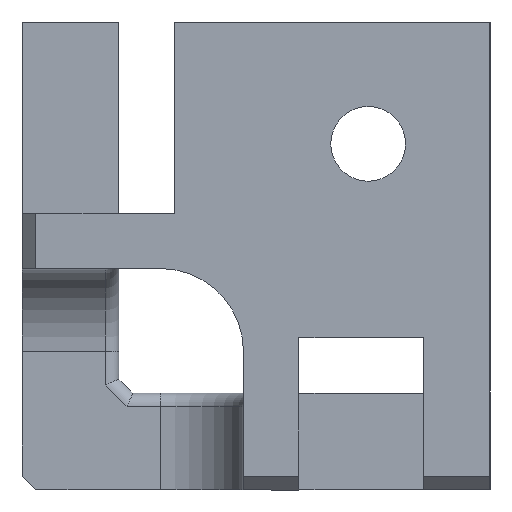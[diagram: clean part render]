
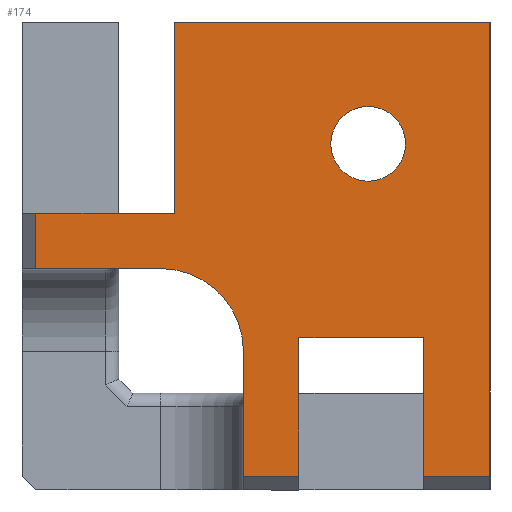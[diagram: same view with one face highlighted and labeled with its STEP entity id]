
A CAD part, left-side view. The second image highlights one B-rep face of the part: STEP entity #174.
In plain terms, the highlighted planar face has unit normal (-1, 0, 0).
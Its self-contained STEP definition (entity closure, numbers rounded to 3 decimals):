
#174=ADVANCED_FACE('',(#515,#516),#229,.F.);
#229=PLANE('',#1204);
#263=LINE('',#1588,#389);
#264=LINE('',#1591,#390);
#265=LINE('',#1593,#391);
#266=LINE('',#1595,#392);
#267=LINE('',#1597,#393);
#268=LINE('',#1601,#394);
#269=LINE('',#1603,#395);
#270=LINE('',#1605,#396);
#271=LINE('',#1607,#397);
#272=LINE('',#1609,#398);
#273=LINE('',#1611,#399);
#274=LINE('',#1613,#400);
#389=VECTOR('',#1291,1.);
#390=VECTOR('',#1292,1.);
#391=VECTOR('',#1293,1.);
#392=VECTOR('',#1294,1.);
#393=VECTOR('',#1295,1.);
#394=VECTOR('',#1298,1.);
#395=VECTOR('',#1299,1.);
#396=VECTOR('',#1300,1.);
#397=VECTOR('',#1301,1.);
#398=VECTOR('',#1302,1.);
#399=VECTOR('',#1303,1.);
#400=VECTOR('',#1304,1.);
#515=FACE_BOUND('',#539,.T.);
#516=FACE_BOUND('',#540,.T.);
#539=EDGE_LOOP('',(#606));
#540=EDGE_LOOP('',(#607,#608,#609,#610,#611,#612,#613,#614,#615,#616,#617,
#618,#619));
#606=ORIENTED_EDGE('',*,*,#1021,.F.);
#607=ORIENTED_EDGE('',*,*,#1022,.F.);
#608=ORIENTED_EDGE('',*,*,#1023,.T.);
#609=ORIENTED_EDGE('',*,*,#1024,.T.);
#610=ORIENTED_EDGE('',*,*,#1025,.T.);
#611=ORIENTED_EDGE('',*,*,#1026,.F.);
#612=ORIENTED_EDGE('',*,*,#1027,.T.);
#613=ORIENTED_EDGE('',*,*,#1028,.F.);
#614=ORIENTED_EDGE('',*,*,#1029,.T.);
#615=ORIENTED_EDGE('',*,*,#1030,.F.);
#616=ORIENTED_EDGE('',*,*,#1031,.F.);
#617=ORIENTED_EDGE('',*,*,#1032,.F.);
#618=ORIENTED_EDGE('',*,*,#1033,.T.);
#619=ORIENTED_EDGE('',*,*,#1034,.F.);
#918=VERTEX_POINT('',#1587);
#919=VERTEX_POINT('',#1589);
#920=VERTEX_POINT('',#1590);
#921=VERTEX_POINT('',#1592);
#922=VERTEX_POINT('',#1594);
#923=VERTEX_POINT('',#1596);
#924=VERTEX_POINT('',#1598);
#925=VERTEX_POINT('',#1600);
#926=VERTEX_POINT('',#1602);
#927=VERTEX_POINT('',#1604);
#928=VERTEX_POINT('',#1606);
#929=VERTEX_POINT('',#1608);
#930=VERTEX_POINT('',#1610);
#931=VERTEX_POINT('',#1612);
#1021=EDGE_CURVE('',#918,#918,#1177,.T.);
#1022=EDGE_CURVE('',#919,#920,#263,.T.);
#1023=EDGE_CURVE('',#919,#921,#264,.T.);
#1024=EDGE_CURVE('',#921,#922,#265,.T.);
#1025=EDGE_CURVE('',#922,#923,#266,.T.);
#1026=EDGE_CURVE('',#924,#923,#267,.T.);
#1027=EDGE_CURVE('',#924,#925,#1178,.T.);
#1028=EDGE_CURVE('',#926,#925,#268,.T.);
#1029=EDGE_CURVE('',#926,#927,#269,.T.);
#1030=EDGE_CURVE('',#928,#927,#270,.T.);
#1031=EDGE_CURVE('',#929,#928,#271,.T.);
#1032=EDGE_CURVE('',#930,#929,#272,.T.);
#1033=EDGE_CURVE('',#930,#931,#273,.T.);
#1034=EDGE_CURVE('',#920,#931,#274,.T.);
#1177=CIRCLE('',#1202,1.35);
#1178=CIRCLE('',#1203,3.);
#1202=AXIS2_PLACEMENT_3D('',#1586,#1289,#1290);
#1203=AXIS2_PLACEMENT_3D('',#1599,#1296,#1297);
#1204=AXIS2_PLACEMENT_3D('',#1614,#1305,#1306);
#1289=DIRECTION('',(-1.,0.,0.));
#1290=DIRECTION('',(0.,-1.,0.));
#1291=DIRECTION('',(0.,-1.,0.));
#1292=DIRECTION('',(0.,0.,-1.));
#1293=DIRECTION('',(0.,1.,0.));
#1294=DIRECTION('',(0.,0.,-1.));
#1295=DIRECTION('',(0.,1.,0.));
#1296=DIRECTION('',(1.,0.,0.));
#1297=DIRECTION('',(0.,1.,0.));
#1298=DIRECTION('',(0.,0.,1.));
#1299=DIRECTION('',(0.,-1.,0.));
#1300=DIRECTION('',(0.,0.,-1.));
#1301=DIRECTION('',(0.,1.,0.));
#1302=DIRECTION('',(0.,0.,1.));
#1303=DIRECTION('',(0.,-1.,0.));
#1304=DIRECTION('',(0.,0.,-1.));
#1305=DIRECTION('',(1.,0.,0.));
#1306=DIRECTION('',(0.,1.,0.));
#1586=CARTESIAN_POINT('',(0.,4.4,12.5));
#1587=CARTESIAN_POINT('',(0.,3.05,12.5));
#1588=CARTESIAN_POINT('',(0.,16.9,16.9));
#1589=CARTESIAN_POINT('',(0.,11.4,16.9));
#1590=CARTESIAN_POINT('',(0.,0.,16.9));
#1591=CARTESIAN_POINT('',(0.,11.4,14.5));
#1592=CARTESIAN_POINT('',(0.,11.4,10.));
#1593=CARTESIAN_POINT('',(0.,11.4,10.));
#1594=CARTESIAN_POINT('',(0.,16.4,10.));
#1595=CARTESIAN_POINT('',(0.,16.4,16.9));
#1596=CARTESIAN_POINT('',(0.,16.4,8.));
#1597=CARTESIAN_POINT('',(0.,8.9,8.));
#1598=CARTESIAN_POINT('',(0.,11.9,8.));
#1599=CARTESIAN_POINT('',(0.,11.9,5.));
#1600=CARTESIAN_POINT('',(0.,8.9,5.));
#1601=CARTESIAN_POINT('',(0.,8.9,0.));
#1602=CARTESIAN_POINT('',(0.,8.9,0.5));
#1603=CARTESIAN_POINT('',(0.,16.9,0.5));
#1604=CARTESIAN_POINT('',(0.,6.9,0.5));
#1605=CARTESIAN_POINT('',(0.,6.9,5.5));
#1606=CARTESIAN_POINT('',(0.,6.9,5.5));
#1607=CARTESIAN_POINT('',(0.,2.4,5.5));
#1608=CARTESIAN_POINT('',(0.,2.4,5.5));
#1609=CARTESIAN_POINT('',(0.,2.4,0.));
#1610=CARTESIAN_POINT('',(0.,2.4,0.5));
#1611=CARTESIAN_POINT('',(0.,16.9,0.5));
#1612=CARTESIAN_POINT('',(0.,0.,0.5));
#1613=CARTESIAN_POINT('',(0.,0.,16.9));
#1614=CARTESIAN_POINT('',(0.,16.9,16.9));
